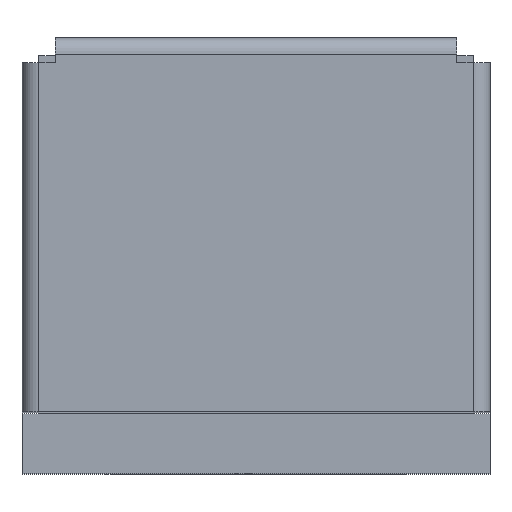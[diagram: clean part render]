
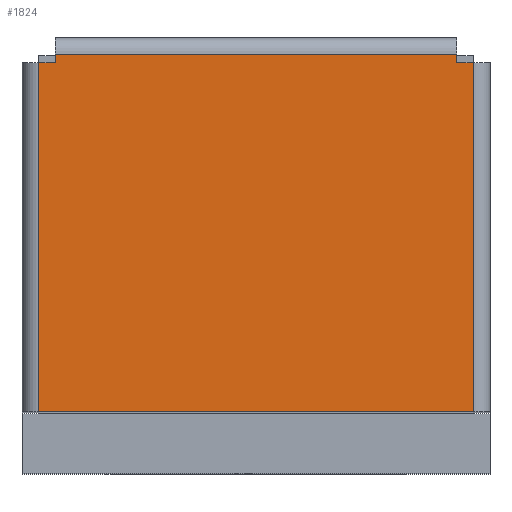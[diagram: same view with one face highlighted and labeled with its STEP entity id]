
A CAD part, top view. The second image highlights one B-rep face of the part: STEP entity #1824.
In plain terms, the highlighted planar face has unit normal (0, 0, 1).
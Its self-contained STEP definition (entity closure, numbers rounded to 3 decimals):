
#567=CARTESIAN_POINT('',(-6.5,5.8,12.81));
#568=VERTEX_POINT('',#567);
#586=CARTESIAN_POINT('',(-6.5,-4.65,12.81));
#587=VERTEX_POINT('',#586);
#595=CARTESIAN_POINT('',(-6.5,-53.229,12.81));
#596=DIRECTION('',(0.,1.,-0.));
#597=VECTOR('',#596,104.5);
#598=LINE('',#595,#597);
#599=EDGE_CURVE('',#587,#568,#598,.T.);
#666=CARTESIAN_POINT('',(6.5,-4.65,12.81));
#667=VERTEX_POINT('',#666);
#675=CARTESIAN_POINT('',(128.,-4.65,12.81));
#676=DIRECTION('',(-1.,0.,0.));
#677=VECTOR('',#676,130.);
#678=LINE('',#675,#677);
#679=EDGE_CURVE('',#667,#587,#678,.T.);
#748=CARTESIAN_POINT('',(6.,6.05,12.81));
#749=VERTEX_POINT('',#748);
#767=CARTESIAN_POINT('',(-6.,6.05,12.81));
#768=VERTEX_POINT('',#767);
#776=CARTESIAN_POINT('',(-60.,6.05,12.81));
#777=DIRECTION('',(1.,0.,-0.));
#778=VECTOR('',#777,120.);
#779=LINE('',#776,#778);
#780=EDGE_CURVE('',#768,#749,#779,.T.);
#831=CARTESIAN_POINT('',(-6.,5.8,12.81));
#832=VERTEX_POINT('',#831);
#839=CARTESIAN_POINT('',(-6.,-0.95,12.81));
#840=DIRECTION('',(0.,1.,0.));
#841=VECTOR('',#840,2.5);
#842=LINE('',#839,#841);
#843=EDGE_CURVE('',#832,#768,#842,.T.);
#956=CARTESIAN_POINT('',(6.5,5.8,12.81));
#957=VERTEX_POINT('',#956);
#965=CARTESIAN_POINT('',(6.5,51.271,12.81));
#966=DIRECTION('',(0.,-1.,0.));
#967=VECTOR('',#966,104.5);
#968=LINE('',#965,#967);
#969=EDGE_CURVE('',#957,#667,#968,.T.);
#1012=CARTESIAN_POINT('',(6.,5.8,12.81));
#1013=VERTEX_POINT('',#1012);
#1020=CARTESIAN_POINT('',(-3.,5.8,12.81));
#1021=DIRECTION('',(1.,0.,-0.));
#1022=VECTOR('',#1021,5.);
#1023=LINE('',#1020,#1022);
#1024=EDGE_CURVE('',#1013,#957,#1023,.T.);
#1762=CARTESIAN_POINT('',(-11.,5.8,12.81));
#1763=DIRECTION('',(1.,0.,-0.));
#1764=VECTOR('',#1763,5.);
#1765=LINE('',#1762,#1764);
#1766=EDGE_CURVE('',#568,#832,#1765,.T.);
#1788=CARTESIAN_POINT('',(6.,8.3,12.81));
#1789=DIRECTION('',(0.,-1.,0.));
#1790=VECTOR('',#1789,2.5);
#1791=LINE('',#1788,#1790);
#1792=EDGE_CURVE('',#749,#1013,#1791,.T.);
#1809=CARTESIAN_POINT('',(0.,0.92,12.81));
#1810=DIRECTION('',(0.,0.,1.));
#1811=DIRECTION('',(1.,0.,-0.));
#1812=AXIS2_PLACEMENT_3D('',#1809,#1810,#1811);
#1813=PLANE('',#1812);
#1814=ORIENTED_EDGE('',*,*,#599,.F.);
#1815=ORIENTED_EDGE('',*,*,#679,.F.);
#1816=ORIENTED_EDGE('',*,*,#969,.F.);
#1817=ORIENTED_EDGE('',*,*,#1024,.F.);
#1818=ORIENTED_EDGE('',*,*,#1792,.F.);
#1819=ORIENTED_EDGE('',*,*,#780,.F.);
#1820=ORIENTED_EDGE('',*,*,#843,.F.);
#1821=ORIENTED_EDGE('',*,*,#1766,.F.);
#1822=EDGE_LOOP('',(#1814,#1815,#1816,#1817,#1818,#1819,#1820,#1821));
#1823=FACE_BOUND('',#1822,.T.);
#1824=ADVANCED_FACE('',(#1823),#1813,.T.);
